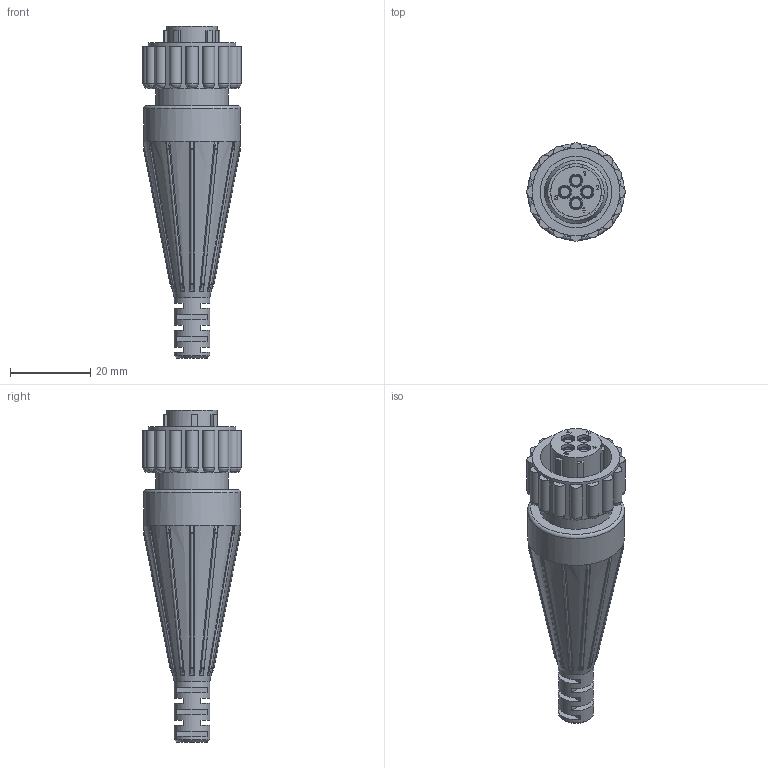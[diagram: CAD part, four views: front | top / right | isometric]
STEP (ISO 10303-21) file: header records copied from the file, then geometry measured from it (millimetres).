
FILE_DESCRIPTION(/* description */ (''),/* implementation_level */ '2;1');
FILE_NAME(/* name */ 'C342.stp',/* time_stamp */ '2019-10-24T08:51:34-04:00',/* author */ ('lcup'),/* organization */ (''),/* preprocessor_version */ 'ST-DEVELOPER v18',/* originating_system */ 'Autodesk Inventor 2020',/* authorisation */ '');
FILE_SCHEMA (('AUTOMOTIVE_DESIGN { 1 0 10303 214 3 1 1 }'));
Products named in the file (5): C342; CBP10008; CBP10203; C-0202237-07-3; MSP10125
Assembly tree (7 placements, depth 2):
  C342
    CBP10008
    CBP10203
    C-0202237-07-3  x4
    MSP10125
Bounding box: 24.51 x 24.51 x 82.61 mm (x, y, z)
Volume: 23067.2 mm3; surface area: 13166.7 mm2
Topology: 7 solids, 7 shells, 1086 faces, 2814 edges, 1776 vertices
Faces by surface type: plane 733, cylinder 219, bspline 129, cone 4, torus 1
Full cylindrical faces by diameter (mm): 2.362 x8, 2.667 x4, 2.718 x4, 2.819 x4, 2.845 x4, 3.175 x4, 3.327 x4, 8.89 x1, 11.125 x1, 12.573 x1, 12.7 x1, 14.577 x5, 14.732 x4, 15.723 x1, 15.875 x1, 17.145 x1, 17.755 x1, 18.161 x1, 19.685 x3, 21.844 x1, 24.13 x1
Entity records: 26373 total; most frequent: CARTESIAN_POINT 9829, ORIENTED_EDGE 3540, DIRECTION 3053, EDGE_CURVE 1770, VERTEX_POINT 1146, LINE 1137, VECTOR 1137, AXIS2_PLACEMENT_3D 958
